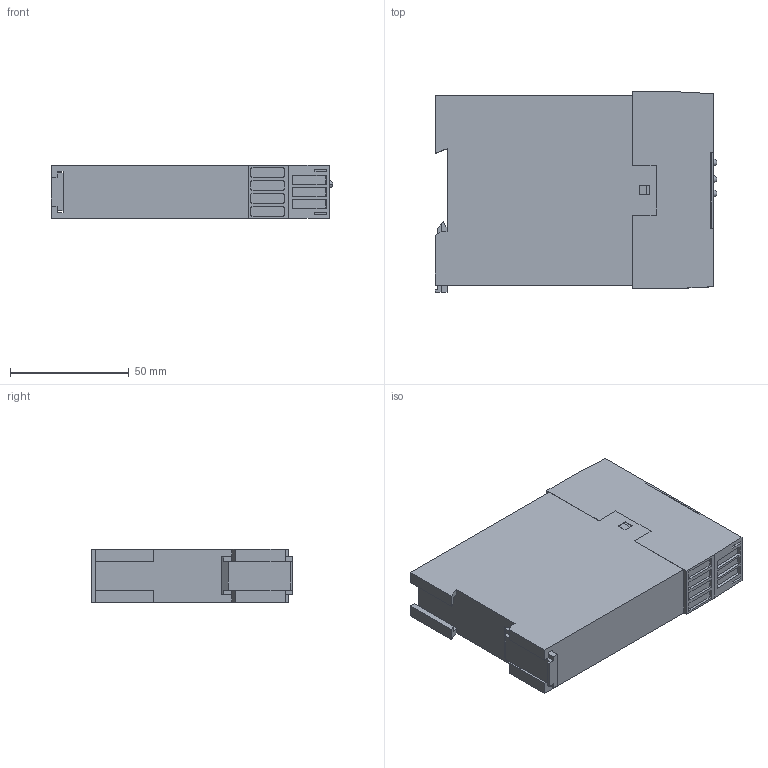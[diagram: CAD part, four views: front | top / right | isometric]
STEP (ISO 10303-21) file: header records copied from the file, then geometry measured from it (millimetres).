
FILE_DESCRIPTION (( 'STEP AP214' ), '1' );
FILE_NAME ('Sicherheitsrelais MCR-225.STEP', '2007-11-07T13:16:41', ( '' ), ( '' ), 'SwSTEP 2.0', 'SolidWorks 2007', '' );
FILE_SCHEMA (( 'AUTOMOTIVE_DESIGN' ));
Length unit declared in the file: millimetre
Products named in the file (7): LED-G BTI_Standard; sicherheitsrelais teil 3_Standard; LED-R BTI_Standard; sicherheitsrelais teil 2_Standard; schraubenkopf_Standard; Sicherheitsrelais MCR-225; sicherheitsrelais_Standard
Assembly tree (20 placements, depth 2):
  Sicherheitsrelais MCR-225
    schraubenkopf_Standard  x14
    LED-R BTI_Standard  x2
    sicherheitsrelais_Standard
    sicherheitsrelais teil 3_Standard
    LED-G BTI_Standard
    sicherheitsrelais teil 2_Standard
Bounding box: 118.5 x 84.5 x 22.5 mm (x, y, z)
Volume: 158960.6 mm3; surface area: 45458.5 mm2
Topology: 20 solids, 20 shells, 1766 faces, 4744 edges, 3163 vertices
Faces by surface type: plane 1095, bspline 469, cylinder 168, torus 28, sphere 6
Entity records: 85159 total; most frequent: CARTESIAN_POINT 36435, ORIENTED_EDGE 7816, DIRECTION 5224, EDGE_CURVE 3908, VECTOR 2746, LINE 2746, VERTEX_POINT 2606, EDGE_LOOP 1620
